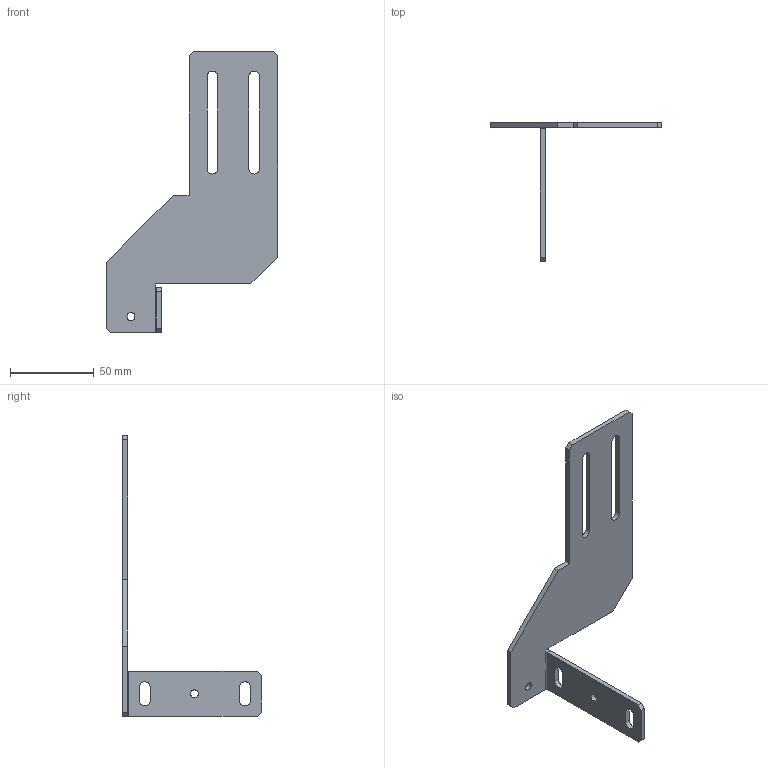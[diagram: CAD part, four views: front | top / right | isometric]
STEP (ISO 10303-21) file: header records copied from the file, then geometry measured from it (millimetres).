
FILE_DESCRIPTION (( 'STEP AP203' ), '1' );
FILE_NAME ('Z-102174_161100029_LIMAX-2M MW1_Standard.step', '2023-11-23T14:34:50', ( '' ), ( '' ), 'SwSTEP 2.0', 'SolidWorks 2023', '' );
FILE_SCHEMA (( 'CONFIG_CONTROL_DESIGN' ));
Length unit declared in the file: millimetre
Products named in the file (1): Z-102174_161100029_LIMAX-2M MW1_Standard
Bounding box: 102.5 x 83 x 168 mm (x, y, z)
Volume: 33437.3 mm3; surface area: 25381.5 mm2
Topology: 1 solids, 1 shells, 48 faces, 130 edges, 84 vertices
Faces by surface type: plane 32, cylinder 16
Entity records: 1603 total; most frequent: CARTESIAN_POINT 263, DIRECTION 260, ORIENTED_EDGE 260, EDGE_CURVE 130, VECTOR 98, LINE 98, VERTEX_POINT 84, AXIS2_PLACEMENT_3D 81
